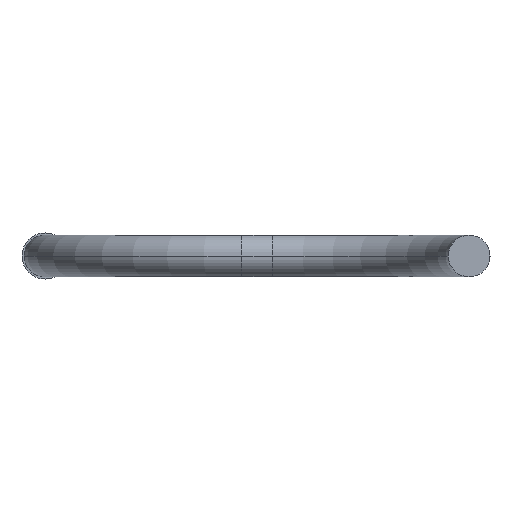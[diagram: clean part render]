
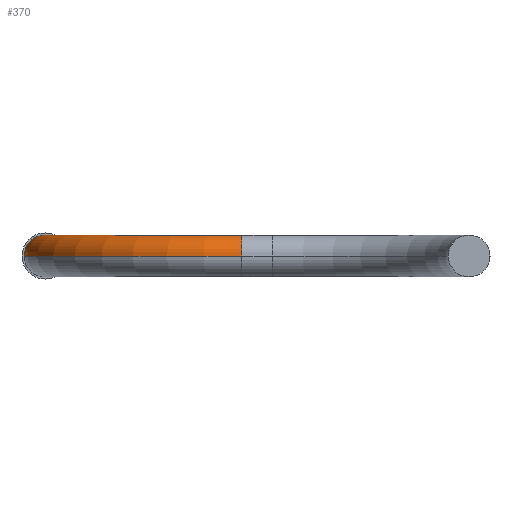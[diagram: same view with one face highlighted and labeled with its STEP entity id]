
A CAD part, left-side view. The second image highlights one B-rep face of the part: STEP entity #370.
In plain terms, the highlighted toroidal (fillet/blend) face has major radius 40.64 mm and minor radius 4.318 mm.
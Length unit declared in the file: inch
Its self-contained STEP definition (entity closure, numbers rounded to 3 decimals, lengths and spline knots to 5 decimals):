
#49 = ORIENTED_EDGE ( 'NONE', *, *, #603, .T. ) ;
#62 = VERTEX_POINT ( 'NONE', #538 ) ;
#75 = DIRECTION ( 'NONE',  ( 0., 0., 1. ) ) ;
#108 = EDGE_CURVE ( 'NONE', #426, #248, #454, .T. ) ;
#111 = AXIS2_PLACEMENT_3D ( 'NONE', #229, #506, #633 ) ;
#124 = VERTEX_POINT ( 'NONE', #496 ) ;
#137 = ORIENTED_EDGE ( 'NONE', *, *, #539, .T. ) ;
#186 = FACE_OUTER_BOUND ( 'NONE', #297, .T. ) ;
#192 = ORIENTED_EDGE ( 'NONE', *, *, #108, .F. ) ;
#199 = DIRECTION ( 'NONE',  ( 1., 0., 0. ) ) ;
#201 = CIRCLE ( 'NONE', #111, 1.43 ) ;
#210 = CARTESIAN_POINT ( 'NONE',  ( -6.02, -1.6, 0. ) ) ;
#211 = AXIS2_PLACEMENT_3D ( 'NONE', #623, #560, #199 ) ;
#229 = CARTESIAN_POINT ( 'NONE',  ( -4.25, -1.6, 0. ) ) ;
#248 = VERTEX_POINT ( 'NONE', #210 ) ;
#250 = DIRECTION ( 'NONE',  ( 0., -1., 0. ) ) ;
#251 = CARTESIAN_POINT ( 'NONE',  ( -4.25, -1.6, 0. ) ) ;
#261 = DIRECTION ( 'NONE',  ( 0., -1., 0. ) ) ;
#265 = AXIS2_PLACEMENT_3D ( 'NONE', #492, #363, #261 ) ;
#267 = CIRCLE ( 'NONE', #265, 0.17 ) ;
#273 = DIRECTION ( 'NONE',  ( 1., 0., 0. ) ) ;
#297 = EDGE_LOOP ( 'NONE', ( #137, #49, #192, #384 ) ) ;
#310 = TOROIDAL_SURFACE ( 'NONE', #211, 1.6, 0.17 ) ;
#340 = CARTESIAN_POINT ( 'NONE',  ( -5.85, -1.6, 0. ) ) ;
#363 = DIRECTION ( 'NONE',  ( -1., 0., 0. ) ) ;
#370 = ADVANCED_FACE ( 'NONE', ( #186 ), #310, .T. ) ;
#384 = ORIENTED_EDGE ( 'NONE', *, *, #420, .F. ) ;
#391 = AXIS2_PLACEMENT_3D ( 'NONE', #340, #250, #273 ) ;
#420 = EDGE_CURVE ( 'NONE', #124, #426, #201, .T. ) ;
#426 = VERTEX_POINT ( 'NONE', #431 ) ;
#427 = DIRECTION ( 'NONE',  ( 1., 0., 0. ) ) ;
#431 = CARTESIAN_POINT ( 'NONE',  ( -5.68, -1.6, 0. ) ) ;
#454 = CIRCLE ( 'NONE', #391, 0.17 ) ;
#492 = CARTESIAN_POINT ( 'NONE',  ( -4.25, 0., 0. ) ) ;
#496 = CARTESIAN_POINT ( 'NONE',  ( -4.25, -0.17, 0. ) ) ;
#506 = DIRECTION ( 'NONE',  ( 0., 0., 1. ) ) ;
#538 = CARTESIAN_POINT ( 'NONE',  ( -4.25, 0.17, 0. ) ) ;
#539 = EDGE_CURVE ( 'NONE', #124, #62, #267, .T. ) ;
#558 = AXIS2_PLACEMENT_3D ( 'NONE', #251, #75, #427 ) ;
#560 = DIRECTION ( 'NONE',  ( 0., 0., 1. ) ) ;
#597 = CIRCLE ( 'NONE', #558, 1.77 ) ;
#603 = EDGE_CURVE ( 'NONE', #62, #248, #597, .T. ) ;
#623 = CARTESIAN_POINT ( 'NONE',  ( -4.25, -1.6, 0. ) ) ;
#633 = DIRECTION ( 'NONE',  ( 1., 0., 0. ) ) ;
